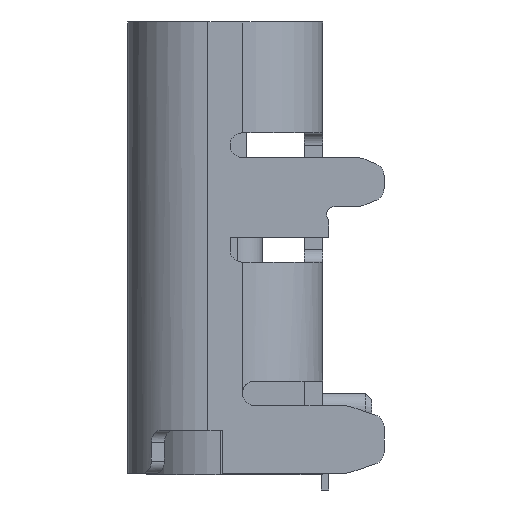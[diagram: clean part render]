
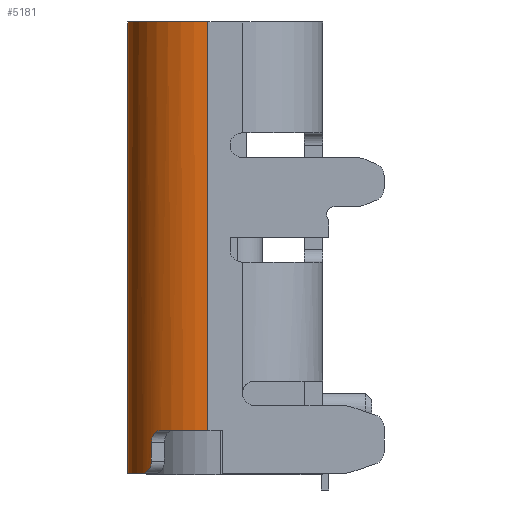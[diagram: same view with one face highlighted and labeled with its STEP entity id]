
A CAD part, left-side view. The second image highlights one B-rep face of the part: STEP entity #5181.
In plain terms, the highlighted cylindrical face has radius 1.3 mm (diameter 2.6 mm), a partial arc.
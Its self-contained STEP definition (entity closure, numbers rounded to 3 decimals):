
#159 = EDGE_CURVE ( 'NONE', #9269, #9142, #5809, .T. ) ;
#432 = CARTESIAN_POINT ( 'NONE',  ( -3.17, 3.26, 6.28 ) ) ;
#675 = DIRECTION ( 'NONE',  ( 0., 0., -1. ) ) ;
#808 = CARTESIAN_POINT ( 'NONE',  ( -4.051, 2.916, -0.986 ) ) ;
#1343 = EDGE_CURVE ( 'NONE', #1768, #11906, #12807, .T. ) ;
#1650 = CARTESIAN_POINT ( 'NONE',  ( -4.089, 2.879, -0.35 ) ) ;
#1768 = VERTEX_POINT ( 'NONE', #10725 ) ;
#1937 = CARTESIAN_POINT ( 'NONE',  ( -4.22, 2.727, -0.35 ) ) ;
#2023 = DIRECTION ( 'NONE',  ( 0., 0., 1. ) ) ;
#2116 = VERTEX_POINT ( 'NONE', #5223 ) ;
#2303 = ORIENTED_EDGE ( 'NONE', *, *, #3017, .F. ) ;
#2387 = CARTESIAN_POINT ( 'NONE',  ( -4.049, 2.918, -0.989 ) ) ;
#2446 = DIRECTION ( 'NONE',  ( 0., 0., 1. ) ) ;
#2561 = DIRECTION ( 'NONE',  ( 0., 0., -1. ) ) ;
#3017 = EDGE_CURVE ( 'NONE', #16898, #1768, #14351, .T. ) ;
#3321 = CARTESIAN_POINT ( 'NONE',  ( -4.068, 2.9, -0.955 ) ) ;
#3414 = CARTESIAN_POINT ( 'NONE',  ( -4.189, 2.767, -0.355 ) ) ;
#3420 = AXIS2_PLACEMENT_3D ( 'NONE', #5266, #2561, #17776 ) ;
#3443 = CARTESIAN_POINT ( 'NONE',  ( -3.17, 1.96, -0.35 ) ) ;
#3455 = CARTESIAN_POINT ( 'NONE',  ( -3.17, 1.96, -1.05 ) ) ;
#3507 = CARTESIAN_POINT ( 'NONE',  ( -4.147, 2.817, -0.386 ) ) ;
#3775 = LINE ( 'NONE', #7858, #15919 ) ;
#4022 = B_SPLINE_CURVE_WITH_KNOTS ( 'NONE', 3,
 ( #1937, #11868, #3414, #11689, #5949, #3507, #13162, #4818, #4907, #9176, #10475, #17331, #4637, #10295, #6118 ),
 .UNSPECIFIED., .F., .F.,
 ( 4, 2, 2, 1, 2, 2, 2, 4 ),
 ( 0., 0.25, 0.375, 0.438, 0.469, 0.5, 0.75, 1. ),
 .UNSPECIFIED. ) ;
#4391 = AXIS2_PLACEMENT_3D ( 'NONE', #14722, #2023, #13331 ) ;
#4427 = CIRCLE ( 'NONE', #16235, 1.3 ) ;
#4593 = DIRECTION ( 'NONE',  ( 1., 0., 0. ) ) ;
#4637 = CARTESIAN_POINT ( 'NONE',  ( -4.097, 2.871, -0.48 ) ) ;
#4818 = CARTESIAN_POINT ( 'NONE',  ( -4.137, 2.829, -0.399 ) ) ;
#4907 = CARTESIAN_POINT ( 'NONE',  ( -4.133, 2.833, -0.403 ) ) ;
#5082 = CARTESIAN_POINT ( 'NONE',  ( -4.057, 2.911, -0.977 ) ) ;
#5181 = ADVANCED_FACE ( 'NONE', ( #7604 ), #8989, .T. ) ;
#5223 = CARTESIAN_POINT ( 'NONE',  ( -4.22, 2.727, -0.35 ) ) ;
#5266 = CARTESIAN_POINT ( 'NONE',  ( -3.17, 1.96, 6.28 ) ) ;
#5477 = VERTEX_POINT ( 'NONE', #15728 ) ;
#5574 = AXIS2_PLACEMENT_3D ( 'NONE', #3455, #675, #4593 ) ;
#5808 = EDGE_LOOP ( 'NONE', ( #2303, #18355, #9363, #12412, #10715, #9822, #7512, #12397 ) ) ;
#5809 = CIRCLE ( 'NONE', #3420, 1.3 ) ;
#5908 = EDGE_CURVE ( 'NONE', #11906, #16281, #13555, .T. ) ;
#5949 = CARTESIAN_POINT ( 'NONE',  ( -4.158, 2.804, -0.375 ) ) ;
#6112 = CARTESIAN_POINT ( 'NONE',  ( -4.089, 2.879, -0.85 ) ) ;
#6118 = CARTESIAN_POINT ( 'NONE',  ( -4.089, 2.879, -0.55 ) ) ;
#7321 = DIRECTION ( 'NONE',  ( 0., 0., -1. ) ) ;
#7512 = ORIENTED_EDGE ( 'NONE', *, *, #5908, .F. ) ;
#7595 = CARTESIAN_POINT ( 'NONE',  ( -3.17, 3.26, -1.05 ) ) ;
#7604 = FACE_OUTER_BOUND ( 'NONE', #5808, .T. ) ;
#7858 = CARTESIAN_POINT ( 'NONE',  ( -4.47, 1.96, -1.05 ) ) ;
#7863 = VECTOR ( 'NONE', #2446, 1000. ) ;
#8045 = DIRECTION ( 'NONE',  ( 0., 0., 1. ) ) ;
#8147 = CARTESIAN_POINT ( 'NONE',  ( -3.977, 2.98, -1.05 ) ) ;
#8983 = CARTESIAN_POINT ( 'NONE',  ( -3.17, 3.26, -1.05 ) ) ;
#8989 = CYLINDRICAL_SURFACE ( 'NONE', #4391, 1.3 ) ;
#9112 = DIRECTION ( 'NONE',  ( 1., 0., 0. ) ) ;
#9142 = VERTEX_POINT ( 'NONE', #432 ) ;
#9176 = CARTESIAN_POINT ( 'NONE',  ( -4.131, 2.836, -0.407 ) ) ;
#9269 = VERTEX_POINT ( 'NONE', #14879 ) ;
#9363 = ORIENTED_EDGE ( 'NONE', *, *, #15512, .T. ) ;
#9386 = DIRECTION ( 'NONE',  ( 0., 0., 1. ) ) ;
#9451 = CARTESIAN_POINT ( 'NONE',  ( -4.054, 2.914, -0.982 ) ) ;
#9628 = CARTESIAN_POINT ( 'NONE',  ( -4.049, 2.918, -0.989 ) ) ;
#9822 = ORIENTED_EDGE ( 'NONE', *, *, #16304, .F. ) ;
#10295 = CARTESIAN_POINT ( 'NONE',  ( -4.089, 2.879, -0.511 ) ) ;
#10381 = CARTESIAN_POINT ( 'NONE',  ( -4.081, 2.887, -0.92 ) ) ;
#10475 = CARTESIAN_POINT ( 'NONE',  ( -4.123, 2.844, -0.418 ) ) ;
#10715 = ORIENTED_EDGE ( 'NONE', *, *, #159, .T. ) ;
#10725 = CARTESIAN_POINT ( 'NONE',  ( -4.089, 2.879, -0.85 ) ) ;
#11689 = CARTESIAN_POINT ( 'NONE',  ( -4.166, 2.795, -0.369 ) ) ;
#11868 = CARTESIAN_POINT ( 'NONE',  ( -4.205, 2.747, -0.35 ) ) ;
#11906 = VERTEX_POINT ( 'NONE', #12267 ) ;
#12054 = CARTESIAN_POINT ( 'NONE',  ( -4.089, 2.879, -0.55 ) ) ;
#12267 = CARTESIAN_POINT ( 'NONE',  ( -3.937, 3.01, -1.05 ) ) ;
#12397 = ORIENTED_EDGE ( 'NONE', *, *, #1343, .F. ) ;
#12407 = CARTESIAN_POINT ( 'NONE',  ( -4.018, 2.946, -1.031 ) ) ;
#12412 = ORIENTED_EDGE ( 'NONE', *, *, #14619, .T. ) ;
#12807 = B_SPLINE_CURVE_WITH_KNOTS ( 'NONE', 3,
 ( #6112, #17416, #10381, #3321, #14989, #5082, #9451, #808, #9628, #2387, #12407, #8147, #17783 ),
 .UNSPECIFIED., .F., .F.,
 ( 4, 2, 2, 1, 2, 2, 4 ),
 ( 0., 0.25, 0.375, 0.437, 0.469, 0.5, 1. ),
 .UNSPECIFIED. ) ;
#13162 = CARTESIAN_POINT ( 'NONE',  ( -4.142, 2.823, -0.392 ) ) ;
#13331 = DIRECTION ( 'NONE',  ( -1., 0., 0. ) ) ;
#13555 = CIRCLE ( 'NONE', #5574, 1.3 ) ;
#14295 = VECTOR ( 'NONE', #7321, 1000. ) ;
#14351 = LINE ( 'NONE', #1650, #14295 ) ;
#14619 = EDGE_CURVE ( 'NONE', #5477, #9269, #3775, .T. ) ;
#14722 = CARTESIAN_POINT ( 'NONE',  ( -3.17, 1.96, -1.05 ) ) ;
#14879 = CARTESIAN_POINT ( 'NONE',  ( -4.47, 1.96, 6.28 ) ) ;
#14989 = CARTESIAN_POINT ( 'NONE',  ( -4.063, 2.904, -0.965 ) ) ;
#15240 = LINE ( 'NONE', #7595, #7863 ) ;
#15512 = EDGE_CURVE ( 'NONE', #2116, #5477, #4427, .T. ) ;
#15728 = CARTESIAN_POINT ( 'NONE',  ( -4.47, 1.96, -0.35 ) ) ;
#15919 = VECTOR ( 'NONE', #8045, 1000. ) ;
#16235 = AXIS2_PLACEMENT_3D ( 'NONE', #3443, #9386, #9112 ) ;
#16281 = VERTEX_POINT ( 'NONE', #8983 ) ;
#16304 = EDGE_CURVE ( 'NONE', #16281, #9142, #15240, .T. ) ;
#16898 = VERTEX_POINT ( 'NONE', #12054 ) ;
#17331 = CARTESIAN_POINT ( 'NONE',  ( -4.114, 2.854, -0.433 ) ) ;
#17416 = CARTESIAN_POINT ( 'NONE',  ( -4.089, 2.879, -0.889 ) ) ;
#17776 = DIRECTION ( 'NONE',  ( 1., 0., 0. ) ) ;
#17783 = CARTESIAN_POINT ( 'NONE',  ( -3.937, 3.01, -1.05 ) ) ;
#18345 = EDGE_CURVE ( 'NONE', #2116, #16898, #4022, .T. ) ;
#18355 = ORIENTED_EDGE ( 'NONE', *, *, #18345, .F. ) ;
